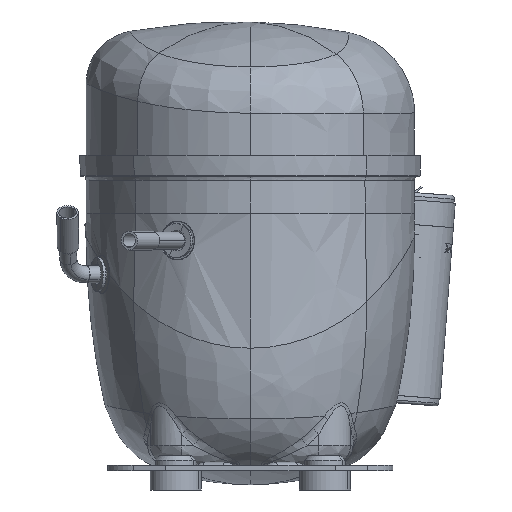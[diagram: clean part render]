
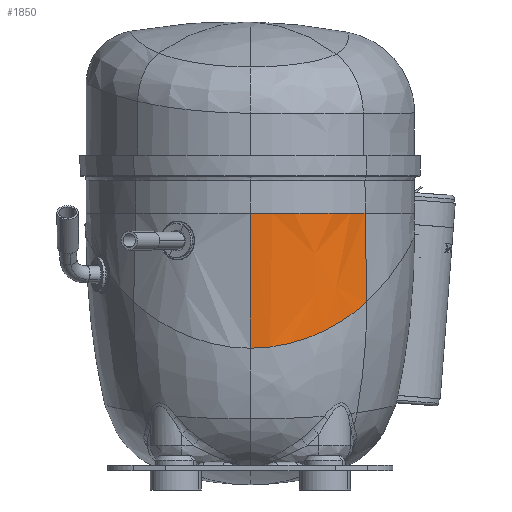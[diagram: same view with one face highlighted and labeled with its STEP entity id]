
A CAD part, front view. The second image highlights one B-rep face of the part: STEP entity #1850.
In plain terms, the highlighted free-form (B-spline) face has degree [5, 3] with [9, 4] control points.
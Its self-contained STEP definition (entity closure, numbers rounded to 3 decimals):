
#1322=CARTESIAN_POINT('Vertex',(0.,-92.,127.3)) ;
#1591=CARTESIAN_POINT('Control Point',(0.,-92.,127.3)) ;
#1592=CARTESIAN_POINT('Control Point',(6.277,-92.,127.3)) ;
#1593=CARTESIAN_POINT('Control Point',(12.554,-91.285,127.3)) ;
#1594=CARTESIAN_POINT('Control Point',(18.715,-89.856,127.3)) ;
#1595=CARTESIAN_POINT('Control Point',(30.482,-85.659,127.3)) ;
#1596=CARTESIAN_POINT('Control Point',(40.894,-79.052,127.3)) ;
#1597=CARTESIAN_POINT('Control Point',(45.705,-75.209,127.3)) ;
#1598=CARTESIAN_POINT('Control Point',(50.042,-70.843,127.3)) ;
#1599=CARTESIAN_POINT('Control Point',(53.812,-66.129,127.3)) ;
#1600=CARTESIAN_POINT('Vertex',(53.812,-66.129,127.3)) ;
#1781=CARTESIAN_POINT('Control Point',(0.,-92.,127.3)) ;
#1782=CARTESIAN_POINT('Control Point',(0.,-92.,106.2)) ;
#1783=CARTESIAN_POINT('Control Point',(0.,-92.,85.1)) ;
#1784=CARTESIAN_POINT('Control Point',(0.,-92.,64.)) ;
#1785=CARTESIAN_POINT('Control Point',(6.277,-92.,127.3)) ;
#1786=CARTESIAN_POINT('Control Point',(6.291,-92.,106.2)) ;
#1787=CARTESIAN_POINT('Control Point',(6.321,-92.,85.1)) ;
#1788=CARTESIAN_POINT('Control Point',(6.321,-92.,64.)) ;
#1789=CARTESIAN_POINT('Control Point',(12.554,-91.285,127.3)) ;
#1790=CARTESIAN_POINT('Control Point',(12.58,-91.282,106.419)) ;
#1791=CARTESIAN_POINT('Control Point',(12.639,-91.323,85.539)) ;
#1792=CARTESIAN_POINT('Control Point',(12.64,-91.325,64.658)) ;
#1793=CARTESIAN_POINT('Control Point',(18.715,-89.856,127.3)) ;
#1794=CARTESIAN_POINT('Control Point',(18.749,-89.847,106.857)) ;
#1795=CARTESIAN_POINT('Control Point',(18.852,-89.97,86.414)) ;
#1796=CARTESIAN_POINT('Control Point',(18.855,-89.977,65.971)) ;
#1797=CARTESIAN_POINT('Control Point',(30.482,-85.659,127.3)) ;
#1798=CARTESIAN_POINT('Control Point',(30.523,-85.639,108.118)) ;
#1799=CARTESIAN_POINT('Control Point',(30.763,-85.969,88.936)) ;
#1800=CARTESIAN_POINT('Control Point',(30.774,-85.988,69.753)) ;
#1801=CARTESIAN_POINT('Control Point',(40.894,-79.052,127.3)) ;
#1802=CARTESIAN_POINT('Control Point',(40.929,-79.023,110.012)) ;
#1803=CARTESIAN_POINT('Control Point',(41.386,-79.565,92.725)) ;
#1804=CARTESIAN_POINT('Control Point',(41.413,-79.6,75.436)) ;
#1805=CARTESIAN_POINT('Control Point',(45.705,-75.209,127.3)) ;
#1806=CARTESIAN_POINT('Control Point',(45.735,-75.177,111.086)) ;
#1807=CARTESIAN_POINT('Control Point',(46.316,-75.806,94.872)) ;
#1808=CARTESIAN_POINT('Control Point',(46.353,-75.85,78.657)) ;
#1809=CARTESIAN_POINT('Control Point',(50.042,-70.843,127.3)) ;
#1810=CARTESIAN_POINT('Control Point',(50.066,-70.811,112.257)) ;
#1811=CARTESIAN_POINT('Control Point',(50.769,-71.489,97.215)) ;
#1812=CARTESIAN_POINT('Control Point',(50.818,-71.542,82.171)) ;
#1813=CARTESIAN_POINT('Control Point',(53.812,-66.129,127.3)) ;
#1814=CARTESIAN_POINT('Control Point',(53.829,-66.098,113.46)) ;
#1815=CARTESIAN_POINT('Control Point',(54.632,-66.787,99.622)) ;
#1816=CARTESIAN_POINT('Control Point',(54.695,-66.847,85.78)) ;
#1818=CARTESIAN_POINT('Control Point',(0.,-92.,127.3)) ;
#1819=CARTESIAN_POINT('Control Point',(0.,-92.,106.2)) ;
#1820=CARTESIAN_POINT('Control Point',(0.,-92.,85.1)) ;
#1821=CARTESIAN_POINT('Control Point',(0.,-92.,64.)) ;
#1822=CARTESIAN_POINT('Vertex',(0.,-92.,64.)) ;
#1826=CARTESIAN_POINT('Control Point',(0.,-92.,64.)) ;
#1827=CARTESIAN_POINT('Control Point',(6.321,-92.,64.)) ;
#1828=CARTESIAN_POINT('Control Point',(12.64,-91.325,64.658)) ;
#1829=CARTESIAN_POINT('Control Point',(18.855,-89.977,65.971)) ;
#1830=CARTESIAN_POINT('Control Point',(30.774,-85.988,69.753)) ;
#1831=CARTESIAN_POINT('Control Point',(41.413,-79.6,75.436)) ;
#1832=CARTESIAN_POINT('Control Point',(46.353,-75.85,78.657)) ;
#1833=CARTESIAN_POINT('Control Point',(50.818,-71.542,82.171)) ;
#1834=CARTESIAN_POINT('Control Point',(54.695,-66.847,85.78)) ;
#1835=CARTESIAN_POINT('Vertex',(54.695,-66.847,85.78)) ;
#1839=CARTESIAN_POINT('Control Point',(53.812,-66.129,127.3)) ;
#1840=CARTESIAN_POINT('Control Point',(53.829,-66.098,113.46)) ;
#1841=CARTESIAN_POINT('Control Point',(54.632,-66.787,99.622)) ;
#1842=CARTESIAN_POINT('Control Point',(54.695,-66.847,85.78)) ;
#1845=ORIENTED_EDGE('',*,*,#1602,.F.) ;
#1846=ORIENTED_EDGE('',*,*,#1824,.F.) ;
#1847=ORIENTED_EDGE('',*,*,#1837,.T.) ;
#1848=ORIENTED_EDGE('',*,*,#1843,.F.) ;
#1850=ADVANCED_FACE('',(#1849),#1780,.F.) ;
#1590=B_SPLINE_CURVE_WITH_KNOTS('',5,(#1591,#1592,#1593,#1594,#1595,#1596,#1597,#1598,#1599),.UNSPECIFIED.,.F.,.U.,(6,3,6),(0.,26.427,52.495),.UNSPECIFIED.) ;
#1817=B_SPLINE_CURVE_WITH_KNOTS('',3,(#1818,#1819,#1820,#1821),.UNSPECIFIED.,.F.,.U.,(4,4),(0.,63.3),.UNSPECIFIED.) ;
#1825=B_SPLINE_CURVE_WITH_KNOTS('',5,(#1826,#1827,#1828,#1829,#1830,#1831,#1832,#1833,#1834),.UNSPECIFIED.,.F.,.U.,(6,3,6),(0.,26.427,52.495),.UNSPECIFIED.) ;
#1838=B_SPLINE_CURVE_WITH_KNOTS('',3,(#1839,#1840,#1841,#1842),.UNSPECIFIED.,.F.,.U.,(4,4),(0.,63.3),.UNSPECIFIED.) ;
#1780=B_SPLINE_SURFACE_WITH_KNOTS('',5,3,((#1781,#1782,#1783,#1784),(#1785,#1786,#1787,#1788),(#1789,#1790,#1791,#1792),(#1793,#1794,#1795,#1796),(#1797,#1798,#1799,#1800),(#1801,#1802,#1803,#1804),(#1805,#1806,#1807,#1808),(#1809,#1810,#1811,#1812),(#1813,#1814,#1815,#1816)),.UNSPECIFIED.,.F.,.F.,.U.,(6,3,6),(4,4),(0.,26.427,52.495),(0.,63.3),.UNSPECIFIED.) ;
#1602=EDGE_CURVE('',#1323,#1601,#1590,.T.) ;
#1824=EDGE_CURVE('',#1823,#1323,#1817,.F.) ;
#1837=EDGE_CURVE('',#1823,#1836,#1825,.T.) ;
#1843=EDGE_CURVE('',#1601,#1836,#1838,.T.) ;
#1844=EDGE_LOOP('',(#1845,#1846,#1847,#1848)) ;
#1849=FACE_OUTER_BOUND('',#1844,.T.) ;
#1323=VERTEX_POINT('',#1322) ;
#1601=VERTEX_POINT('',#1600) ;
#1823=VERTEX_POINT('',#1822) ;
#1836=VERTEX_POINT('',#1835) ;
